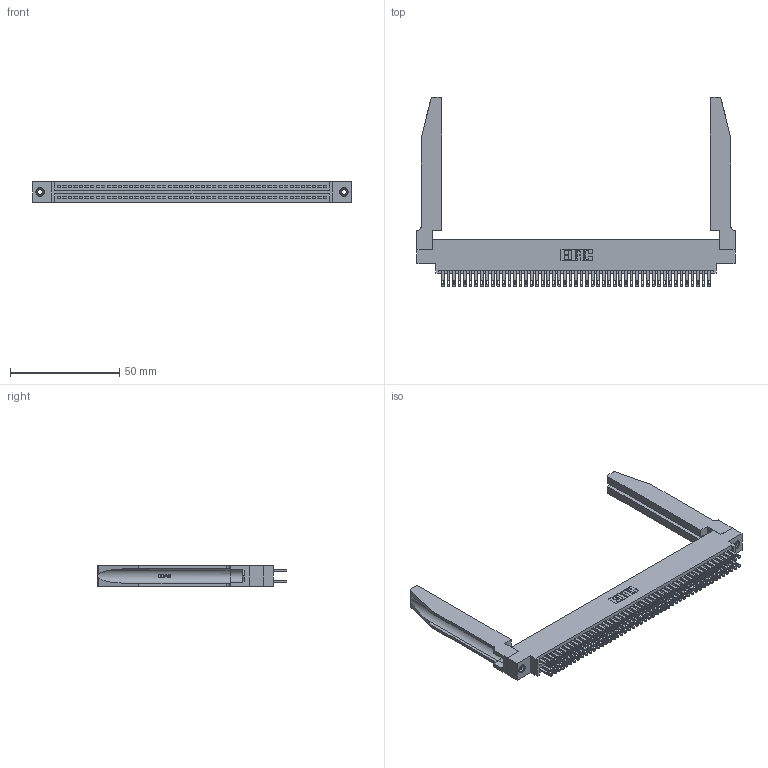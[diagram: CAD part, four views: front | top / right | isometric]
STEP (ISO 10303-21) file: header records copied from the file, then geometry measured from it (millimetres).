
FILE_DESCRIPTION (( 'STEP AP203' ), '1' );
FILE_NAME ('345-098-500-878.STEP', '2019-11-02T10:06:39', ( '' ), ( '' ), 'SwSTEP 2.0', 'SolidWorks 2016', '' );
FILE_SCHEMA (( 'CONFIG_CONTROL_DESIGN' ));
Length unit declared in the file: inch
Products named in the file (5): 345 Part_0.170 Offset - 0.156 Dia-TH; 345-220-078_345-220-078; 345-292-001_345-293-100; 345-098-500-878; 345-250-001_345-250-001-102
Assembly tree (103 placements, depth 2):
  345-098-500-878
    345 Part_0.170 Offset - 0.156 Dia-TH
    345-292-001_345-293-100  x98
    345-250-001_345-250-001-102  x2
    345-220-078_345-220-078  x2
Bounding box: 145.69 x 86.79 x 9.4 mm (x, y, z)
Volume: 22174.4 mm3; surface area: 29408.5 mm2
Topology: 103 solids, 103 shells, 4872 faces, 14779 edges, 9842 vertices
Faces by surface type: plane 2872, cylinder 1948, bspline 36, cone 12, torus 4
Entity records: 42306 total; most frequent: CARTESIAN_POINT 8003, ORIENTED_EDGE 6834, DIRECTION 6043, EDGE_CURVE 3417, VECTOR 2991, LINE 2991, VERTEX_POINT 2272, AXIS2_PLACEMENT_3D 1526
